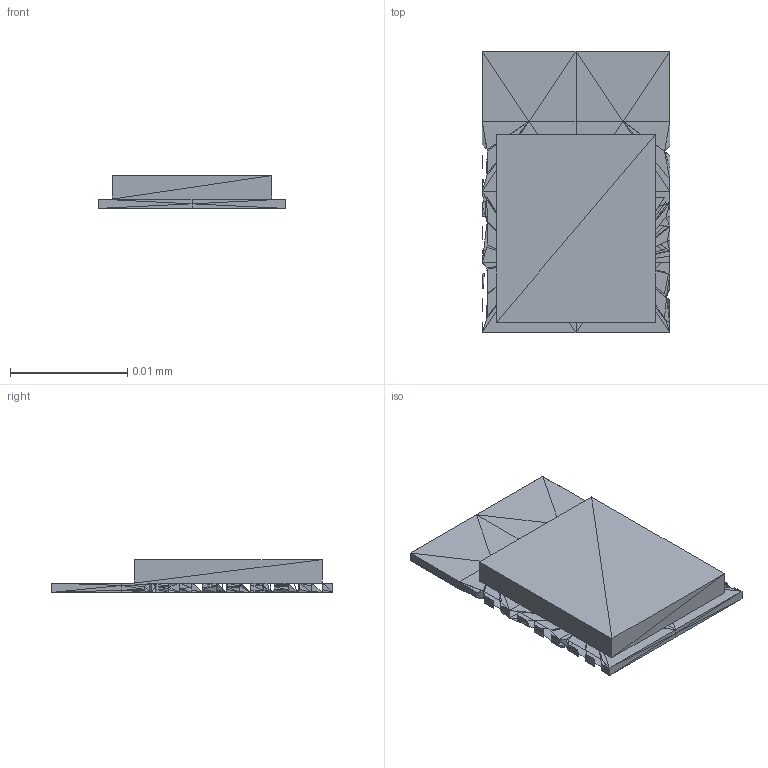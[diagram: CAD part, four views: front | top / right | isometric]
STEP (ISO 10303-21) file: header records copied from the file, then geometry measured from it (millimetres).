
FILE_DESCRIPTION((' '),'2;1');
FILE_NAME( 'wbr3.stp_ap203.stp', '2024-11-13T04:12:39', (' '), ('--- ---'), ' V2024.3 Jun 21 2024', ' 2024 (c)', ' ');
FILE_SCHEMA(('AP242_MANAGED_MODEL_BASED_3D_ENGINEERING_MIM_LF { 1 0 10303 442 1 1 4 }'));
Length unit declared in the file: millimetre
Products named in the file (1): Orphan_Brep_#193972
Bounding box: 0.02 x 0.02 x 0 mm (x, y, z)
Topology: 29 solids, 756 shells, 2171 faces, 3068 edges, 1639 vertices
Faces by surface type: plane 2171
Entity records: 42335 total; most frequent: DIRECTION 7446, CARTESIAN_POINT 6943, ORIENTED_EDGE 4603, VECTOR 3102, LINE 3102, EDGE_CURVE 3102, AXIS2_PLACEMENT_3D 2172, EDGE_LOOP 2171
